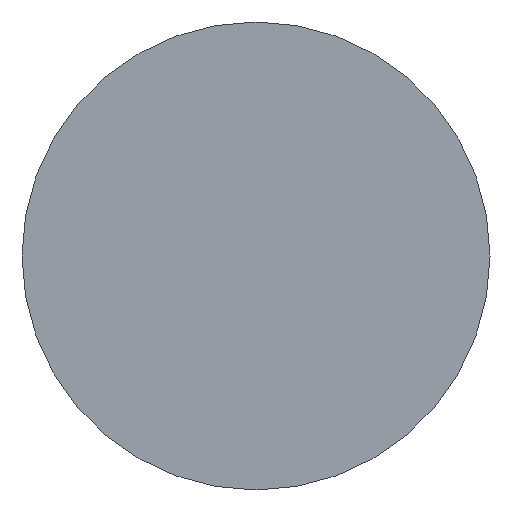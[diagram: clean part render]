
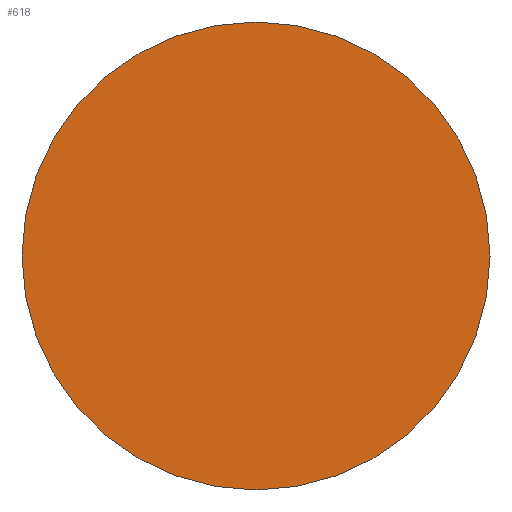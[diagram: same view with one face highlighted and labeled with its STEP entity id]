
A CAD part, front view. The second image highlights one B-rep face of the part: STEP entity #618.
In plain terms, the highlighted planar face has unit normal (0, -1, 0).
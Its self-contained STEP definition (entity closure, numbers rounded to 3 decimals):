
#48=PLANE('',#728);
#104=FACE_OUTER_BOUND('',#156,.T.);
#156=EDGE_LOOP('',(#524));
#255=CIRCLE('',#727,9.);
#302=VERTEX_POINT('',#1088);
#376=EDGE_CURVE('',#302,#302,#255,.T.);
#524=ORIENTED_EDGE('',*,*,#376,.T.);
#618=ADVANCED_FACE('',(#104),#48,.T.);
#727=AXIS2_PLACEMENT_3D('',#1089,#922,#923);
#728=AXIS2_PLACEMENT_3D('',#1091,#925,#926);
#922=DIRECTION('center_axis',(0.,-1.,0.));
#923=DIRECTION('ref_axis',(1.,0.,0.));
#925=DIRECTION('center_axis',(0.,-1.,0.));
#926=DIRECTION('ref_axis',(0.,0.,-1.));
#1088=CARTESIAN_POINT('',(-9.,0.,0.));
#1089=CARTESIAN_POINT('Origin',(0.,0.,
0.));
#1091=CARTESIAN_POINT('Origin',(4.5,0.,0.));
